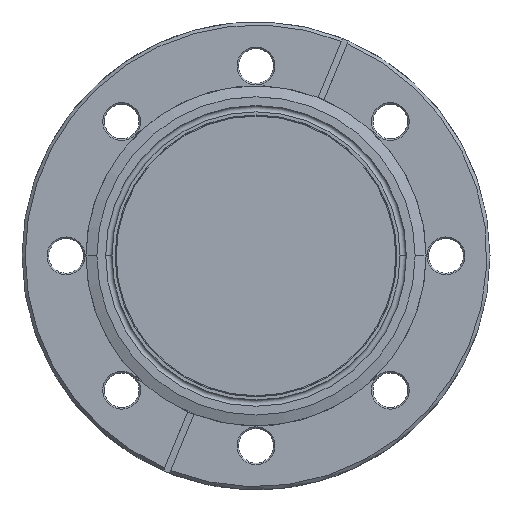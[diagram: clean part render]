
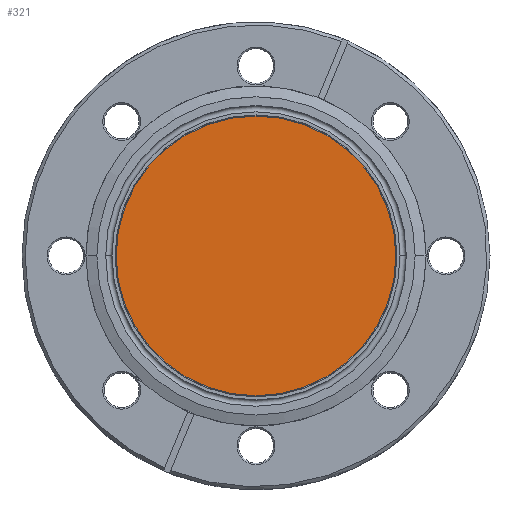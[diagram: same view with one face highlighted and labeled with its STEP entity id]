
A CAD part, top view. The second image highlights one B-rep face of the part: STEP entity #321.
In plain terms, the highlighted planar face has unit normal (0, 0, 1).
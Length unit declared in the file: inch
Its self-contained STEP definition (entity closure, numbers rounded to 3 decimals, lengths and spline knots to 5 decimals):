
#296 = VERTEX_POINT ( 'NONE', #987 ) ;
#306 = EDGE_CURVE ( 'NONE', #318, #296, #975, .T. ) ;
#318 = VERTEX_POINT ( 'NONE', #926 ) ;
#321 = ADVANCED_FACE ( 'NONE', ( #835 ), #834, .T. ) ;
#322 = ORIENTED_EDGE ( 'NONE', *, *, #353, .T. ) ;
#353 = EDGE_CURVE ( 'NONE', #296, #318, #862, .T. ) ;
#354 = ORIENTED_EDGE ( 'NONE', *, *, #306, .T. ) ;
#359 = EDGE_LOOP ( 'NONE', ( #322, #354 ) ) ;
#830 = DIRECTION ( 'NONE',  ( 0., -1., 0. ) ) ;
#831 = DIRECTION ( 'NONE',  ( 0., 0., 1. ) ) ;
#832 = CARTESIAN_POINT ( 'NONE',  ( 0., 0., -0.46244 ) ) ;
#833 = AXIS2_PLACEMENT_3D ( 'NONE', #832, #831, #830 ) ;
#834 = PLANE ( 'NONE',  #833 ) ;
#835 = FACE_OUTER_BOUND ( 'NONE', #359, .T. ) ;
#855 = DIRECTION ( 'NONE',  ( 0., -1., 0. ) ) ;
#856 = DIRECTION ( 'NONE',  ( 0., 0., 1. ) ) ;
#857 = CARTESIAN_POINT ( 'NONE',  ( 0., 0., -0.46244 ) ) ;
#858 = AXIS2_PLACEMENT_3D ( 'NONE', #857, #856, #855 ) ;
#862 = CIRCLE ( 'NONE', #858, 1.5325 ) ;
#926 = CARTESIAN_POINT ( 'NONE',  ( 0., -1.5325, -0.46244 ) ) ;
#971 = DIRECTION ( 'NONE',  ( 0., -1., 0. ) ) ;
#972 = DIRECTION ( 'NONE',  ( 0., 0., 1. ) ) ;
#973 = CARTESIAN_POINT ( 'NONE',  ( 0., 0., -0.46244 ) ) ;
#974 = AXIS2_PLACEMENT_3D ( 'NONE', #973, #972, #971 ) ;
#975 = CIRCLE ( 'NONE', #974, 1.5325 ) ;
#987 = CARTESIAN_POINT ( 'NONE',  ( 0., 1.5325, -0.46244 ) ) ;
